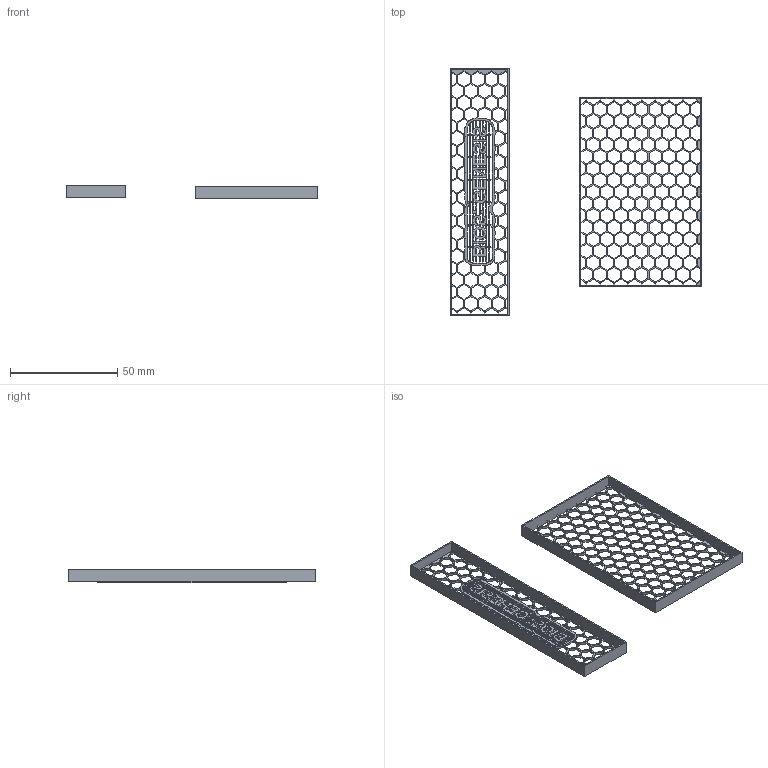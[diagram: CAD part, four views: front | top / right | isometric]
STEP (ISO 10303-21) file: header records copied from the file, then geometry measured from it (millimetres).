
FILE_DESCRIPTION(/* description */ (''),/* implementation_level */ '2;1');
FILE_NAME(/* name */ 'Genesis Lids.step',/* time_stamp */ '2021-03-07T23:43:59+00:00',/* author */ (''),/* organization */ (''),/* preprocessor_version */ 'ST-DEVELOPER v18.1',/* originating_system */ 'Autodesk Translation Framework v9.10.0.1330',/* authorisation */ '');
FILE_SCHEMA (('AUTOMOTIVE_DESIGN { 1 0 10303 214 3 1 1 }'));
Products named in the file (5): 01 Cubes Box Top; 01 Top Cubes Box; PrusaFix; Thick Mesh Top; PrusaIOnfil
Assembly tree (4 placements, depth 3):
  01 Cubes Box Top
    01 Top Cubes Box
      PrusaFix
    Thick Mesh Top
      PrusaIOnfil
Bounding box: 117.25 x 115 x 6.5 mm (x, y, z)
Volume: 3956.6 mm3; surface area: 16302.6 mm2
Topology: 12 solids, 12 shells, 2508 faces, 7730 edges, 5152 vertices
Faces by surface type: plane 2508
Entity records: 85993 total; most frequent: ORIENTED_EDGE 15468, CARTESIAN_POINT 15403, DIRECTION 12768, LINE 7734, VECTOR 7734, EDGE_CURVE 7734, VERTEX_POINT 5152, EDGE_LOOP 3166
